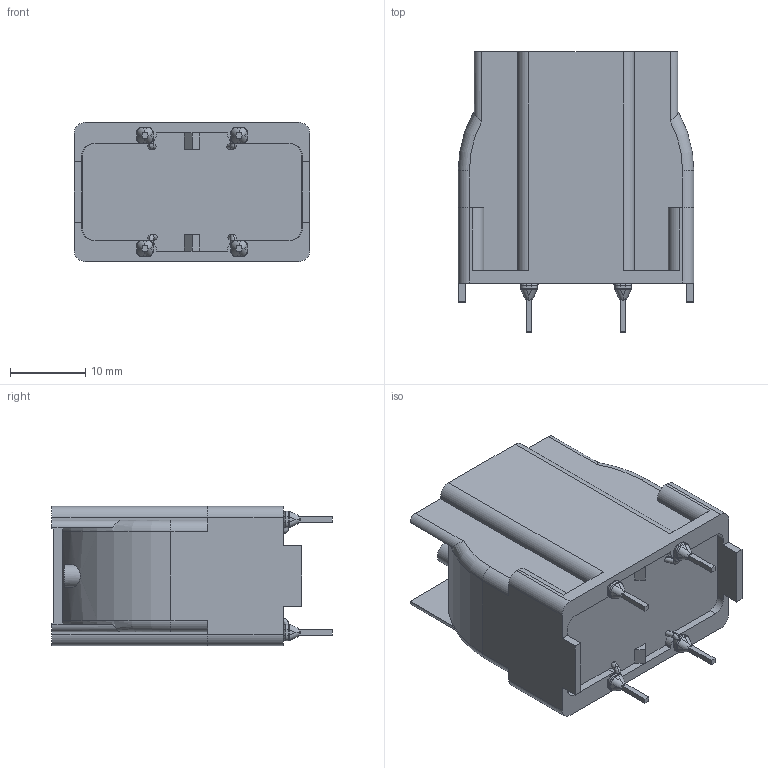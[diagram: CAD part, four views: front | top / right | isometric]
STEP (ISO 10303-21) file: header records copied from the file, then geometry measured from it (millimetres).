
FILE_DESCRIPTION((''),'2;1');
FILE_NAME('B82724J_V05_PUBLIC','2021-05-19T',('ED9263'),(''),'CREO PARAMETRIC BY PTC INC, 2018220','CREO PARAMETRIC BY PTC INC, 2018220','');
FILE_SCHEMA(('AUTOMOTIVE_DESIGN { 1 0 10303 214 1 1 1 1 }'));
Length unit declared in the file: millimetre
Products named in the file (1): B82724J_V05_PUBLIC
Bounding box: 31.3 x 37.2 x 18.5 mm (x, y, z)
Volume: 14362.8 mm3; surface area: 5153.1 mm2
Topology: 1 solids, 1 shells, 307 faces, 802 edges, 488 vertices
Faces by surface type: plane 135, cylinder 128, bspline 36, torus 8
Entity records: 13724 total; most frequent: CARTESIAN_POINT 3491, ORIENTED_EDGE 1588, DIRECTION 1400, EDGE_CURVE 794, VERTEX_POINT 488, AXIS2_PLACEMENT_3D 472, VECTOR 456, LINE 456
